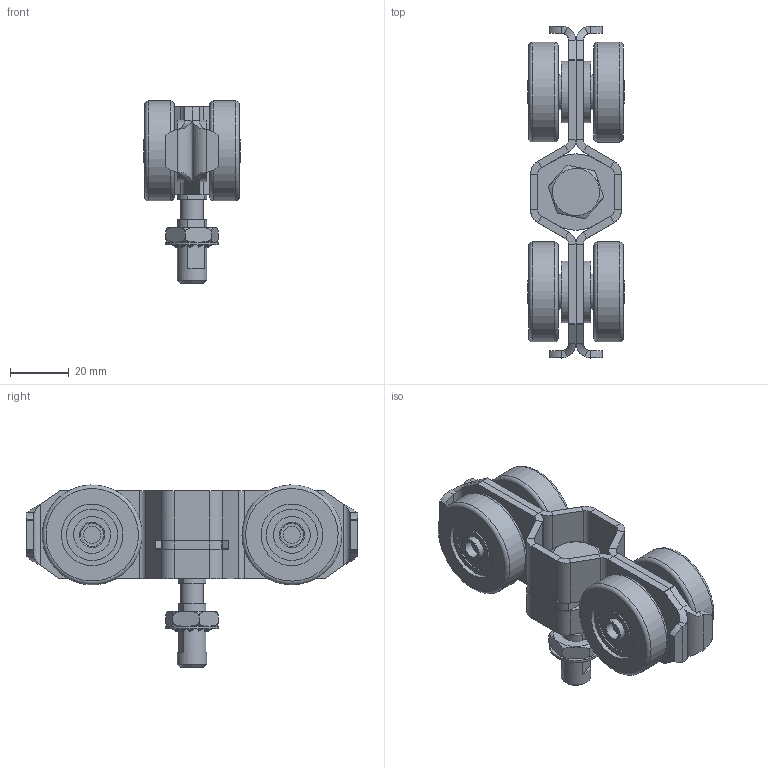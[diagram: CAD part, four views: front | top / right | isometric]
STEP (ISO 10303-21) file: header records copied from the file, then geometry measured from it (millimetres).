
FILE_DESCRIPTION(/* description */ ('MONTURE/CHANT VIS M10 GL.NYLON/ROULEMENT'),/* implementation_level */ '2;1');
FILE_NAME(/* name */ '9542NC2.stp',/* time_stamp */ '2020-08-17T07:44:33+02:00',/* author */ ('Lionel'),/* organization */ (''),/* preprocessor_version */ 'ST-DEVELOPER v17.2',/* originating_system */ 'Autodesk Inventor 2019',/* authorisation */ '');
FILE_SCHEMA (('AUTOMOTIVE_DESIGN { 1 0 10303 214 3 1 1 }'));
Length unit declared in the file: millimetre
Products named in the file (13): 9542NC2; 22195; 22193; 22194; GALB34N; 18258; 09114; 18256; 18257; 24238; 15591; 09344; 06029
Assembly tree (20 placements, depth 3):
  9542NC2
    22195
      22193  x2
      22194
    GALB34N  x4
      18258
      09114
    18256  x2
    18257  x4
    24238
    15591
    09344
    06029
Bounding box: 33 x 113 x 62 mm (x, y, z)
Volume: 59239.4 mm3; surface area: 48519.5 mm2
Topology: 45 solids, 49 shells, 1202 faces, 3382 edges, 2265 vertices
Faces by surface type: cylinder 784, plane 299, torus 75, sphere 24, bspline 16, cone 4
Full cylindrical faces by diameter (mm): 5.8 x4, 7.8 x5, 8 x4, 8.1 x4, 8.376 x1, 10 x3, 10.3 x1, 12 x4, 12.564 x16, 14.25 x2, 16 x1, 17.436 x16, 18 x1, 21 x12, 22 x8, 34 x4
Entity records: 39126 total; most frequent: CARTESIAN_POINT 17545, ORIENTED_EDGE 5214, DIRECTION 3349, EDGE_CURVE 2607, VERTEX_POINT 1763, B_SPLINE_CURVE_WITH_KNOTS 1686, AXIS2_PLACEMENT_3D 1507, EDGE_LOOP 948
